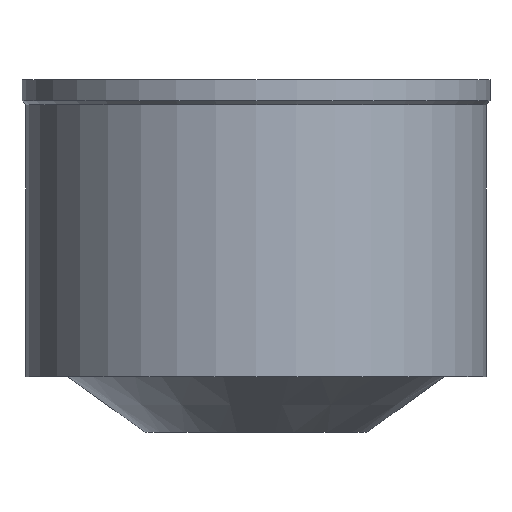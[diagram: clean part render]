
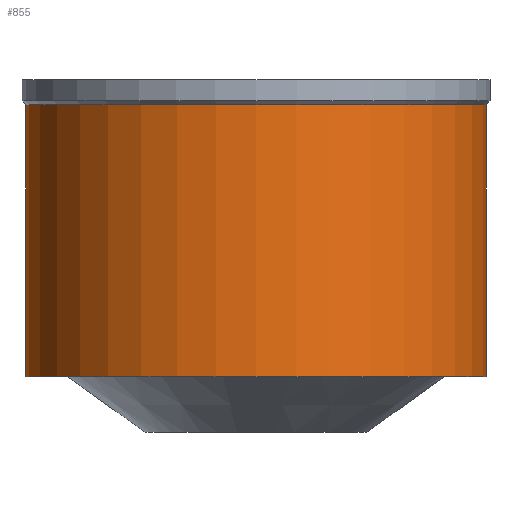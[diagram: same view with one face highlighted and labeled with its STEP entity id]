
A CAD part, left-side view. The second image highlights one B-rep face of the part: STEP entity #855.
In plain terms, the highlighted cylindrical face has radius 21 mm (diameter 42 mm), a partial arc.
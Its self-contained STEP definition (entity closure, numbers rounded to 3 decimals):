
#316=CARTESIAN_POINT('',(0.,0.,-27.1));
#317=DIRECTION('',(0.,0.,1.));
#318=DIRECTION('',(0.,1.,0.));
#319=AXIS2_PLACEMENT_3D('',#316,#317,#318);
#340=DIRECTION('',(0.,0.,-1.));
#341=VECTOR('',#340,24.8);
#342=CARTESIAN_POINT('',(0.,21.,-2.3));
#343=LINE('',#342,#341);
#347=DIRECTION('',(0.,0.,-1.));
#348=VECTOR('',#347,24.8);
#349=CARTESIAN_POINT('',(0.,-21.,-2.3));
#350=LINE('',#349,#348);
#369=CARTESIAN_POINT('',(0.,0.,-2.3));
#370=DIRECTION('',(0.,0.,-1.));
#371=DIRECTION('',(0.,-1.,0.));
#372=AXIS2_PLACEMENT_3D('',#369,#370,#371);
#502=CARTESIAN_POINT('',(0.,-21.,-27.1));
#503=CARTESIAN_POINT('',(0.,21.,-27.1));
#504=VERTEX_POINT('',#502);
#505=VERTEX_POINT('',#503);
#506=CARTESIAN_POINT('',(0.,21.,-2.3));
#507=VERTEX_POINT('',#506);
#508=CARTESIAN_POINT('',(0.,-21.,-2.3));
#509=VERTEX_POINT('',#508);
#843=CARTESIAN_POINT('',(0.,0.,1.61));
#844=DIRECTION('',(0.,0.,-1.));
#845=DIRECTION('',(0.,-1.,0.));
#846=AXIS2_PLACEMENT_3D('',#843,#844,#845);
#847=CYLINDRICAL_SURFACE('',#846,21.);
#848=ORIENTED_EDGE('',*,*,#833,.F.);
#850=ORIENTED_EDGE('',*,*,#849,.F.);
#851=ORIENTED_EDGE('',*,*,#836,.T.);
#852=ORIENTED_EDGE('',*,*,#819,.F.);
#853=EDGE_LOOP('',(#848,#850,#851,#852));
#854=FACE_OUTER_BOUND('',#853,.F.);
#320=CIRCLE('',#319,21.);
#373=CIRCLE('',#372,21.);
#819=EDGE_CURVE('',#505,#504,#320,.T.);
#833=EDGE_CURVE('',#507,#505,#343,.T.);
#836=EDGE_CURVE('',#509,#504,#350,.T.);
#849=EDGE_CURVE('',#509,#507,#373,.T.);
#855=ADVANCED_FACE('',(#854),#847,.T.);
